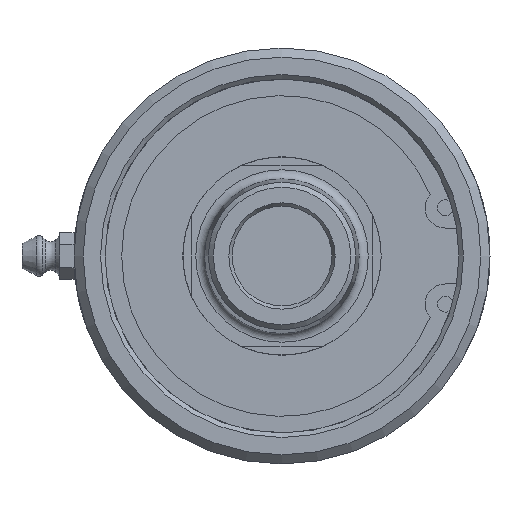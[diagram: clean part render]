
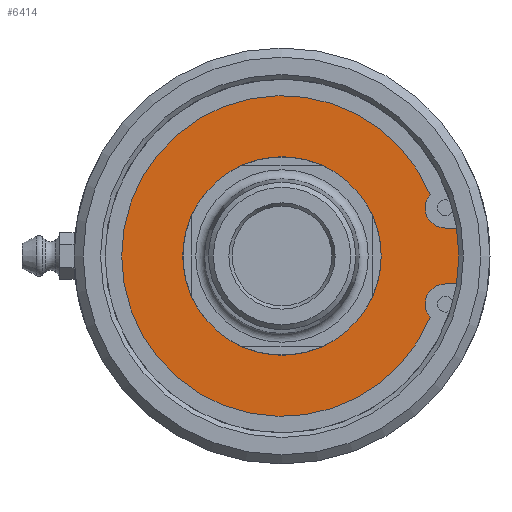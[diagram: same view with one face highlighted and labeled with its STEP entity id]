
A CAD part, left-side view. The second image highlights one B-rep face of the part: STEP entity #6414.
In plain terms, the highlighted planar face has unit normal (-1, 0, 0).
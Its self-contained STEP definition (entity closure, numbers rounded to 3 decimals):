
#304=FACE_BOUND('',#1599,.T.);
#346=LINE('',#8765,#723);
#347=LINE('',#8769,#724);
#723=VECTOR('',#7342,4.416);
#724=VECTOR('',#7345,4.416);
#1100=PLANE('',#6819);
#1217=FACE_OUTER_BOUND('',#1598,.T.);
#1598=EDGE_LOOP('',(#4266,#4267,#4268,#4269,#4270,#4271));
#1599=EDGE_LOOP('',(#4272,#4273));
#2021=CIRCLE('',#6820,33.45);
#2022=CIRCLE('',#6821,3.556);
#2023=CIRCLE('',#6822,28.142);
#2024=CIRCLE('',#6823,3.556);
#2025=CIRCLE('',#6824,17.4);
#2026=CIRCLE('',#6825,17.4);
#2598=VERTEX_POINT('',#8763);
#2599=VERTEX_POINT('',#8764);
#2600=VERTEX_POINT('',#8766);
#2601=VERTEX_POINT('',#8768);
#2602=VERTEX_POINT('',#8770);
#2603=VERTEX_POINT('',#8772);
#2604=VERTEX_POINT('',#8775);
#2605=VERTEX_POINT('',#8776);
#3264=EDGE_CURVE('',#2598,#2599,#346,.T.);
#3265=EDGE_CURVE('',#2600,#2599,#2021,.T.);
#3266=EDGE_CURVE('',#2600,#2601,#347,.T.);
#3267=EDGE_CURVE('',#2601,#2602,#2022,.T.);
#3268=EDGE_CURVE('',#2602,#2603,#2023,.T.);
#3269=EDGE_CURVE('',#2603,#2598,#2024,.T.);
#3270=EDGE_CURVE('',#2604,#2605,#2025,.T.);
#3271=EDGE_CURVE('',#2605,#2604,#2026,.T.);
#4266=ORIENTED_EDGE('',*,*,#3264,.T.);
#4267=ORIENTED_EDGE('',*,*,#3265,.F.);
#4268=ORIENTED_EDGE('',*,*,#3266,.T.);
#4269=ORIENTED_EDGE('',*,*,#3267,.T.);
#4270=ORIENTED_EDGE('',*,*,#3268,.T.);
#4271=ORIENTED_EDGE('',*,*,#3269,.T.);
#4272=ORIENTED_EDGE('',*,*,#3270,.T.);
#4273=ORIENTED_EDGE('',*,*,#3271,.T.);
#6414=ADVANCED_FACE('',(#1217,#304),#1100,.T.);
#6819=AXIS2_PLACEMENT_3D('',#8762,#7340,#7341);
#6820=AXIS2_PLACEMENT_3D('',#8767,#7343,#7344);
#6821=AXIS2_PLACEMENT_3D('',#8771,#7346,#7347);
#6822=AXIS2_PLACEMENT_3D('',#8773,#7348,#7349);
#6823=AXIS2_PLACEMENT_3D('',#8774,#7350,#7351);
#6824=AXIS2_PLACEMENT_3D('',#8777,#7352,#7353);
#6825=AXIS2_PLACEMENT_3D('',#8778,#7354,#7355);
#7340=DIRECTION('center_axis',(-1.,0.,0.));
#7341=DIRECTION('ref_axis',(0.,0.,1.));
#7342=DIRECTION('',(0.,-1.,0.));
#7343=DIRECTION('center_axis',(1.,0.,0.));
#7344=DIRECTION('ref_axis',(0.,1.,0.));
#7345=DIRECTION('',(0.,1.,0.));
#7346=DIRECTION('center_axis',(1.,0.,0.));
#7347=DIRECTION('ref_axis',(0.,0.754,0.657));
#7348=DIRECTION('center_axis',(-1.,0.,0.));
#7349=DIRECTION('ref_axis',(0.,0.924,-0.384));
#7350=DIRECTION('center_axis',(1.,0.,0.));
#7351=DIRECTION('ref_axis',(0.,0.,1.));
#7352=DIRECTION('center_axis',(1.,0.,0.));
#7353=DIRECTION('ref_axis',(0.,1.,0.));
#7354=DIRECTION('center_axis',(1.,0.,0.));
#7355=DIRECTION('ref_axis',(0.,1.,0.));
#8762=CARTESIAN_POINT('Origin',(4.63,24.275,0.));
#8763=CARTESIAN_POINT('',(4.63,-28.672,-4.902));
#8764=CARTESIAN_POINT('',(4.63,-33.089,-4.902));
#8765=CARTESIAN_POINT('',(4.63,-28.672,-4.902));
#8766=CARTESIAN_POINT('',(4.63,-33.089,4.902));
#8767=CARTESIAN_POINT('Origin',(4.63,0.,0.));
#8768=CARTESIAN_POINT('',(4.63,-28.672,4.902));
#8769=CARTESIAN_POINT('',(4.63,-33.089,4.902));
#8770=CARTESIAN_POINT('',(4.63,-25.99,10.793));
#8771=CARTESIAN_POINT('Origin',(4.63,-28.672,8.458));
#8772=CARTESIAN_POINT('',(4.63,-25.99,-10.793));
#8773=CARTESIAN_POINT('Origin',(4.63,0.,0.));
#8774=CARTESIAN_POINT('Origin',(4.63,-28.672,-8.458));
#8775=CARTESIAN_POINT('',(4.63,17.4,0.));
#8776=CARTESIAN_POINT('',(4.63,-17.4,0.));
#8777=CARTESIAN_POINT('Origin',(4.63,0.,0.));
#8778=CARTESIAN_POINT('Origin',(4.63,0.,0.));
